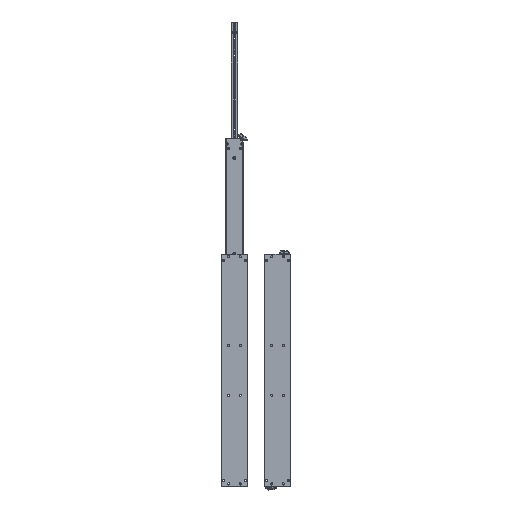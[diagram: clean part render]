
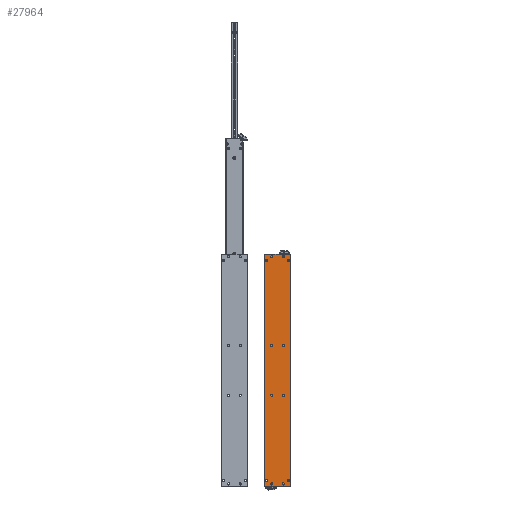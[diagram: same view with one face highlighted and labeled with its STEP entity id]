
A CAD part, left-side view. The second image highlights one B-rep face of the part: STEP entity #27964.
In plain terms, the highlighted planar face has unit normal (-1, 0, 0).
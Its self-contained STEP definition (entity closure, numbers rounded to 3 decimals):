
#568=FACE_BOUND('',#7453,.T.);
#569=FACE_BOUND('',#7454,.T.);
#570=FACE_BOUND('',#7455,.T.);
#571=FACE_BOUND('',#7456,.T.);
#572=FACE_BOUND('',#7457,.T.);
#573=FACE_BOUND('',#7458,.T.);
#574=FACE_BOUND('',#7459,.T.);
#575=FACE_BOUND('',#7460,.T.);
#576=FACE_BOUND('',#7461,.T.);
#577=FACE_BOUND('',#7462,.T.);
#578=FACE_BOUND('',#7463,.T.);
#579=FACE_BOUND('',#7464,.T.);
#1616=LINE('',#58288,#3500);
#1617=LINE('',#58290,#3501);
#1618=LINE('',#58292,#3502);
#1619=LINE('',#58293,#3503);
#3500=VECTOR('',#32989,78.);
#3501=VECTOR('',#32990,700.);
#3502=VECTOR('',#32991,78.);
#3503=VECTOR('',#32992,700.);
#5828=FACE_OUTER_BOUND('',#7452,.T.);
#7452=EDGE_LOOP('',(#20794,#20795,#20796,#20797));
#7453=EDGE_LOOP('',(#20798));
#7454=EDGE_LOOP('',(#20799));
#7455=EDGE_LOOP('',(#20800));
#7456=EDGE_LOOP('',(#20801));
#7457=EDGE_LOOP('',(#20802));
#7458=EDGE_LOOP('',(#20803));
#7459=EDGE_LOOP('',(#20804));
#7460=EDGE_LOOP('',(#20805));
#7461=EDGE_LOOP('',(#20806));
#7462=EDGE_LOOP('',(#20807));
#7463=EDGE_LOOP('',(#20808));
#7464=EDGE_LOOP('',(#20809));
#10123=CIRCLE('',#29536,3.475);
#10124=CIRCLE('',#29538,3.475);
#10125=CIRCLE('',#29539,3.475);
#10126=CIRCLE('',#29540,3.3);
#10127=CIRCLE('',#29541,3.3);
#10128=CIRCLE('',#29542,3.3);
#10129=CIRCLE('',#29543,3.3);
#10130=CIRCLE('',#29544,3.3);
#10131=CIRCLE('',#29545,3.3);
#10132=CIRCLE('',#29546,3.3);
#10133=CIRCLE('',#29547,3.3);
#10134=CIRCLE('',#29548,3.475);
#11828=VERTEX_POINT('',#58283);
#11829=VERTEX_POINT('',#58286);
#11830=VERTEX_POINT('',#58287);
#11831=VERTEX_POINT('',#58289);
#11832=VERTEX_POINT('',#58291);
#11833=VERTEX_POINT('',#58294);
#11834=VERTEX_POINT('',#58296);
#11835=VERTEX_POINT('',#58298);
#11836=VERTEX_POINT('',#58300);
#11837=VERTEX_POINT('',#58302);
#11838=VERTEX_POINT('',#58304);
#11839=VERTEX_POINT('',#58306);
#11840=VERTEX_POINT('',#58308);
#11841=VERTEX_POINT('',#58310);
#11842=VERTEX_POINT('',#58312);
#11843=VERTEX_POINT('',#58314);
#15123=EDGE_CURVE('',#11828,#11828,#10123,.T.);
#15124=EDGE_CURVE('',#11829,#11830,#1616,.T.);
#15125=EDGE_CURVE('',#11831,#11829,#1617,.T.);
#15126=EDGE_CURVE('',#11832,#11831,#1618,.T.);
#15127=EDGE_CURVE('',#11832,#11830,#1619,.T.);
#15128=EDGE_CURVE('',#11833,#11833,#10124,.T.);
#15129=EDGE_CURVE('',#11834,#11834,#10125,.T.);
#15130=EDGE_CURVE('',#11835,#11835,#10126,.T.);
#15131=EDGE_CURVE('',#11836,#11836,#10127,.T.);
#15132=EDGE_CURVE('',#11837,#11837,#10128,.T.);
#15133=EDGE_CURVE('',#11838,#11838,#10129,.T.);
#15134=EDGE_CURVE('',#11839,#11839,#10130,.T.);
#15135=EDGE_CURVE('',#11840,#11840,#10131,.T.);
#15136=EDGE_CURVE('',#11841,#11841,#10132,.T.);
#15137=EDGE_CURVE('',#11842,#11842,#10133,.T.);
#15138=EDGE_CURVE('',#11843,#11843,#10134,.T.);
#20794=ORIENTED_EDGE('',*,*,#15124,.F.);
#20795=ORIENTED_EDGE('',*,*,#15125,.F.);
#20796=ORIENTED_EDGE('',*,*,#15126,.F.);
#20797=ORIENTED_EDGE('',*,*,#15127,.T.);
#20798=ORIENTED_EDGE('',*,*,#15128,.F.);
#20799=ORIENTED_EDGE('',*,*,#15129,.F.);
#20800=ORIENTED_EDGE('',*,*,#15130,.T.);
#20801=ORIENTED_EDGE('',*,*,#15131,.T.);
#20802=ORIENTED_EDGE('',*,*,#15132,.T.);
#20803=ORIENTED_EDGE('',*,*,#15133,.T.);
#20804=ORIENTED_EDGE('',*,*,#15134,.T.);
#20805=ORIENTED_EDGE('',*,*,#15135,.T.);
#20806=ORIENTED_EDGE('',*,*,#15136,.T.);
#20807=ORIENTED_EDGE('',*,*,#15137,.T.);
#20808=ORIENTED_EDGE('',*,*,#15138,.F.);
#20809=ORIENTED_EDGE('',*,*,#15123,.F.);
#25618=PLANE('',#29537);
#27964=ADVANCED_FACE('',(#5828,#568,#569,#570,#571,#572,#573,#574,#575,
#576,#577,#578,#579),#25618,.T.);
#29536=AXIS2_PLACEMENT_3D('',#58284,#32985,#32986);
#29537=AXIS2_PLACEMENT_3D('',#58285,#32987,#32988);
#29538=AXIS2_PLACEMENT_3D('',#58295,#32993,#32994);
#29539=AXIS2_PLACEMENT_3D('',#58297,#32995,#32996);
#29540=AXIS2_PLACEMENT_3D('',#58299,#32997,#32998);
#29541=AXIS2_PLACEMENT_3D('',#58301,#32999,#33000);
#29542=AXIS2_PLACEMENT_3D('',#58303,#33001,#33002);
#29543=AXIS2_PLACEMENT_3D('',#58305,#33003,#33004);
#29544=AXIS2_PLACEMENT_3D('',#58307,#33005,#33006);
#29545=AXIS2_PLACEMENT_3D('',#58309,#33007,#33008);
#29546=AXIS2_PLACEMENT_3D('',#58311,#33009,#33010);
#29547=AXIS2_PLACEMENT_3D('',#58313,#33011,#33012);
#29548=AXIS2_PLACEMENT_3D('',#58315,#33013,#33014);
#32985=DIRECTION('center_axis',(-1.,0.,0.));
#32986=DIRECTION('ref_axis',(0.,0.,-1.));
#32987=DIRECTION('center_axis',(-1.,0.,0.));
#32988=DIRECTION('ref_axis',(0.,0.,1.));
#32989=DIRECTION('',(0.,1.,0.));
#32990=DIRECTION('',(0.,0.,-1.));
#32991=DIRECTION('',(0.,-1.,0.));
#32992=DIRECTION('',(0.,0.,-1.));
#32993=DIRECTION('center_axis',(-1.,0.,0.));
#32994=DIRECTION('ref_axis',(0.,0.,-1.));
#32995=DIRECTION('center_axis',(-1.,0.,0.));
#32996=DIRECTION('ref_axis',(0.,0.,1.));
#32997=DIRECTION('center_axis',(1.,0.,0.));
#32998=DIRECTION('ref_axis',(0.,0.,-1.));
#32999=DIRECTION('center_axis',(1.,0.,0.));
#33000=DIRECTION('ref_axis',(0.,0.,-1.));
#33001=DIRECTION('center_axis',(1.,0.,0.));
#33002=DIRECTION('ref_axis',(0.,0.,-1.));
#33003=DIRECTION('center_axis',(1.,0.,0.));
#33004=DIRECTION('ref_axis',(0.,0.,-1.));
#33005=DIRECTION('center_axis',(1.,0.,0.));
#33006=DIRECTION('ref_axis',(0.,0.,-1.));
#33007=DIRECTION('center_axis',(1.,0.,0.));
#33008=DIRECTION('ref_axis',(0.,0.,-1.));
#33009=DIRECTION('center_axis',(1.,0.,0.));
#33010=DIRECTION('ref_axis',(0.,0.,-1.));
#33011=DIRECTION('center_axis',(1.,0.,0.));
#33012=DIRECTION('ref_axis',(0.,0.,-1.));
#33013=DIRECTION('center_axis',(-1.,0.,0.));
#33014=DIRECTION('ref_axis',(0.,0.,1.));
#58283=CARTESIAN_POINT('',(0.,33.6,-678.525));
#58284=CARTESIAN_POINT('Origin',(0.,33.6,
-682.));
#58285=CARTESIAN_POINT('Origin',(0.,39.,0.));
#58286=CARTESIAN_POINT('',(0.,-39.,-700.));
#58287=CARTESIAN_POINT('',(0.,39.,-700.));
#58288=CARTESIAN_POINT('',(0.,-39.,-700.));
#58289=CARTESIAN_POINT('',(0.,-39.,0.));
#58290=CARTESIAN_POINT('',(0.,-39.,0.));
#58291=CARTESIAN_POINT('',(0.,39.,0.));
#58292=CARTESIAN_POINT('',(0.,39.,0.));
#58293=CARTESIAN_POINT('',(0.,39.,0.));
#58294=CARTESIAN_POINT('',(0.,-33.6,-678.525));
#58295=CARTESIAN_POINT('Origin',(0.,-33.6,
-682.));
#58296=CARTESIAN_POINT('',(0.,-33.6,-21.475));
#58297=CARTESIAN_POINT('Origin',(0.,-33.6,
-18.));
#58298=CARTESIAN_POINT('',(0.,-17.5,-689.2));
#58299=CARTESIAN_POINT('Origin',(0.,-17.5,-692.5));
#58300=CARTESIAN_POINT('',(0.,17.5,-689.2));
#58301=CARTESIAN_POINT('Origin',(0.,17.5,-692.5));
#58302=CARTESIAN_POINT('',(0.,-17.5,-421.7));
#58303=CARTESIAN_POINT('Origin',(0.,-17.5,-425.));
#58304=CARTESIAN_POINT('',(0.,17.5,-421.7));
#58305=CARTESIAN_POINT('Origin',(0.,17.5,-425.));
#58306=CARTESIAN_POINT('',(0.,-17.5,-271.7));
#58307=CARTESIAN_POINT('Origin',(0.,-17.5,-275.));
#58308=CARTESIAN_POINT('',(0.,17.5,-271.7));
#58309=CARTESIAN_POINT('Origin',(0.,17.5,-275.));
#58310=CARTESIAN_POINT('',(0.,-17.5,-4.2));
#58311=CARTESIAN_POINT('Origin',(0.,-17.5,-7.5));
#58312=CARTESIAN_POINT('',(0.,17.5,-4.2));
#58313=CARTESIAN_POINT('Origin',(0.,17.5,-7.5));
#58314=CARTESIAN_POINT('',(0.,33.6,-21.475));
#58315=CARTESIAN_POINT('Origin',(0.,33.6,
-18.));
